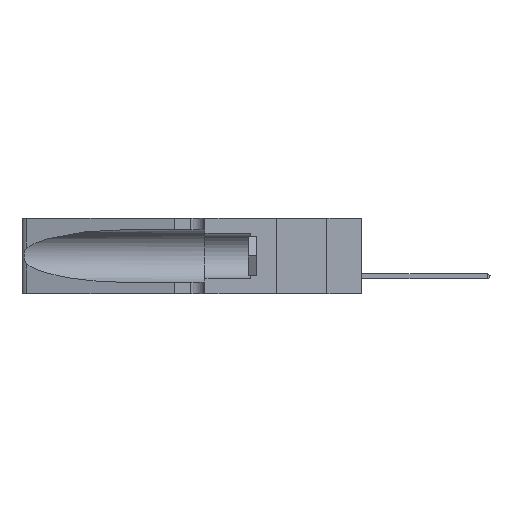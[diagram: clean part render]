
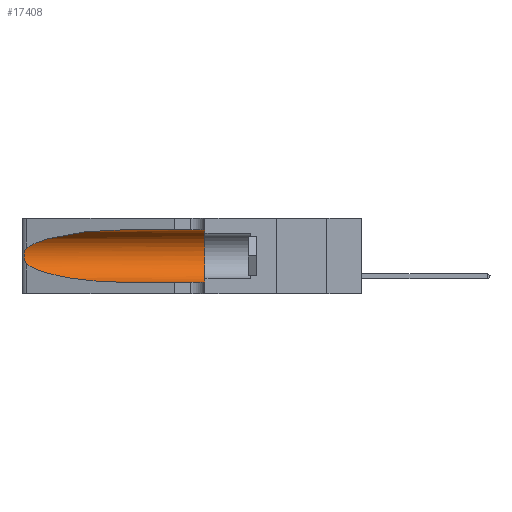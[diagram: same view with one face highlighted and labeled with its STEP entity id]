
A CAD part, left-side view. The second image highlights one B-rep face of the part: STEP entity #17408.
In plain terms, the highlighted cylindrical face has radius 3.308 mm (diameter 6.617 mm), a partial arc.
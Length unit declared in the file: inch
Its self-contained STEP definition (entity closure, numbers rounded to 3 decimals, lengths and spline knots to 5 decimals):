
#407 = CARTESIAN_POINT ( 'NONE',  ( 0.25487, 1.22718, 0.22369 ) ) ;
#1192 = CARTESIAN_POINT ( 'NONE',  ( 0.1305, 0.72297, 0.05475 ) ) ;
#1711 = CARTESIAN_POINT ( 'NONE',  ( 0.18966, 0.96281, 0.31525 ) ) ;
#1728 = LINE ( 'NONE', #17091, #27923 ) ;
#3079 = CARTESIAN_POINT ( 'NONE',  ( 0.25854, 1.2359, 0.20912 ) ) ;
#3210 = CARTESIAN_POINT ( 'NONE',  ( 0.26017, 1.23833, 0.17102 ) ) ;
#4150 = DIRECTION ( 'NONE',  ( 0., 1., 0. ) ) ;
#4181 = VERTEX_POINT ( 'NONE', #31343 ) ;
#4543 = ORIENTED_EDGE ( 'NONE', *, *, #21167, .F. ) ;
#5137 = CIRCLE ( 'NONE', #36228, 0.13025 ) ;
#5233 = EDGE_LOOP ( 'NONE', ( #20186, #8058, #9955, #33127, #12010, #4543 ) ) ;
#5362 = DIRECTION ( 'NONE',  ( 0., -1., 0. ) ) ;
#5377 = EDGE_CURVE ( 'NONE', #23402, #14857, #31416, .T. ) ;
#6255 = CARTESIAN_POINT ( 'NONE',  ( 0.25856, 1.23593, 0.16098 ) ) ;
#7150 = FACE_OUTER_BOUND ( 'NONE', #5233, .T. ) ;
#7469 = DIRECTION ( 'NONE',  ( 0., 0., 1. ) ) ;
#7690 = CARTESIAN_POINT ( 'NONE',  ( 0.2373, 1.15595, 0.28018 ) ) ;
#7824 = CARTESIAN_POINT ( 'NONE',  ( 0.1305, 0.72297, 0.31525 ) ) ;
#8058 = ORIENTED_EDGE ( 'NONE', *, *, #5377, .T. ) ;
#9217 = CARTESIAN_POINT ( 'NONE',  ( 0.26018, 1.23835, 0.19895 ) ) ;
#9955 = ORIENTED_EDGE ( 'NONE', *, *, #16295, .T. ) ;
#10154 =( BOUNDED_CURVE ( )  B_SPLINE_CURVE ( 3, ( #7824, #1711, #7690, #38201 ),
 .UNSPECIFIED., .F., .F. ) 
 B_SPLINE_CURVE_WITH_KNOTS ( ( 4, 4 ),
 ( 1.5708, 2.84003 ),
 .UNSPECIFIED. ) 
 CURVE ( )  GEOMETRIC_REPRESENTATION_ITEM ( )  RATIONAL_B_SPLINE_CURVE ( ( 1., 0.87, 0.87, 1. ) ) 
 REPRESENTATION_ITEM ( '' )  );
#11392 =( BOUNDED_CURVE ( )  B_SPLINE_CURVE ( 3, ( #25959, #19848, #38365, #32248 ),
 .UNSPECIFIED., .F., .T. ) 
 B_SPLINE_CURVE_WITH_KNOTS ( ( 4, 4 ),
 ( 3.44316, 4.71239 ),
 .UNSPECIFIED. ) 
 CURVE ( )  GEOMETRIC_REPRESENTATION_ITEM ( )  RATIONAL_B_SPLINE_CURVE ( ( 1., 0.87, 0.87, 1. ) ) 
 REPRESENTATION_ITEM ( '' )  );
#11475 = EDGE_CURVE ( 'NONE', #37014, #32070, #5137, .T. ) ;
#12010 = ORIENTED_EDGE ( 'NONE', *, *, #11475, .F. ) ;
#12533 = CARTESIAN_POINT ( 'NONE',  ( 0.25639, 1.23186, 0.15144 ) ) ;
#13332 = CARTESIAN_POINT ( 'NONE',  ( 0.1305, 0.35, 0.05475 ) ) ;
#13664 = AXIS2_PLACEMENT_3D ( 'NONE', #34485, #16379, #19545 ) ;
#14857 = VERTEX_POINT ( 'NONE', #18365 ) ;
#16295 = EDGE_CURVE ( 'NONE', #14857, #24991, #11392, .T. ) ;
#16379 = DIRECTION ( 'NONE',  ( 0., -1., 0. ) ) ;
#17091 = CARTESIAN_POINT ( 'NONE',  ( 0.1305, 1.61858, 0.31525 ) ) ;
#17297 = CARTESIAN_POINT ( 'NONE',  ( 0.25487, 1.22718, 0.22369 ) ) ;
#17408 = ADVANCED_FACE ( 'NONE', ( #7150 ), #31476, .F. ) ;
#17519 = EDGE_CURVE ( 'NONE', #4181, #23402, #10154, .T. ) ;
#18365 = CARTESIAN_POINT ( 'NONE',  ( 0.25487, 1.22718, 0.14631 ) ) ;
#18531 = CARTESIAN_POINT ( 'NONE',  ( 0.25487, 1.22718, 0.14631 ) ) ;
#19545 = DIRECTION ( 'NONE',  ( 0., 0., -1. ) ) ;
#19848 = CARTESIAN_POINT ( 'NONE',  ( 0.2373, 1.15595, 0.08982 ) ) ;
#20186 = ORIENTED_EDGE ( 'NONE', *, *, #17519, .T. ) ;
#21157 = CARTESIAN_POINT ( 'NONE',  ( 0.25639, 1.23184, 0.21858 ) ) ;
#21167 = EDGE_CURVE ( 'NONE', #4181, #37014, #1728, .T. ) ;
#21424 = CARTESIAN_POINT ( 'NONE',  ( 0.26075, 1.23896, 0.178 ) ) ;
#21810 = CARTESIAN_POINT ( 'NONE',  ( 0.1305, 0.35, 0.31525 ) ) ;
#22652 = CARTESIAN_POINT ( 'NONE',  ( 0.1305, 0.35, 0.185 ) ) ;
#23402 = VERTEX_POINT ( 'NONE', #17297 ) ;
#24499 = CARTESIAN_POINT ( 'NONE',  ( 0.26075, 1.23896, 0.19203 ) ) ;
#24991 = VERTEX_POINT ( 'NONE', #1192 ) ;
#25959 = CARTESIAN_POINT ( 'NONE',  ( 0.25487, 1.22718, 0.14631 ) ) ;
#27166 = EDGE_CURVE ( 'NONE', #24991, #32070, #31415, .T. ) ;
#27540 = CARTESIAN_POINT ( 'NONE',  ( 0.25789, 1.23486, 0.15765 ) ) ;
#27923 = VECTOR ( 'NONE', #38256, 39.37008 ) ;
#28517 = VECTOR ( 'NONE', #5362, 39.37008 ) ;
#30753 = CARTESIAN_POINT ( 'NONE',  ( 0.25787, 1.23484, 0.2124 ) ) ;
#31343 = CARTESIAN_POINT ( 'NONE',  ( 0.1305, 0.72297, 0.31525 ) ) ;
#31415 = LINE ( 'NONE', #32278, #28517 ) ;
#31416 = B_SPLINE_CURVE_WITH_KNOTS ( 'NONE', 3,
 ( #407, #33456, #21157, #30753, #3079, #9217, #24499, #21424, #3210, #6255, #27540, #12533, #36776, #18531 ),
 .UNSPECIFIED., .F., .F.,
 ( 4, 2, 2, 2, 2, 2, 4 ),
 ( 0., 0.00027, 0.00053, 0.00107, 0.0016, 0.00187, 0.00214 ),
 .UNSPECIFIED. ) ;
#31476 = CYLINDRICAL_SURFACE ( 'NONE', #13664, 0.13025 ) ;
#32070 = VERTEX_POINT ( 'NONE', #13332 ) ;
#32248 = CARTESIAN_POINT ( 'NONE',  ( 0.1305, 0.72297, 0.05475 ) ) ;
#32278 = CARTESIAN_POINT ( 'NONE',  ( 0.1305, 1.61858, 0.05475 ) ) ;
#33127 = ORIENTED_EDGE ( 'NONE', *, *, #27166, .T. ) ;
#33456 = CARTESIAN_POINT ( 'NONE',  ( 0.25555, 1.22994, 0.2215 ) ) ;
#34485 = CARTESIAN_POINT ( 'NONE',  ( 0.1305, 1.61858, 0.185 ) ) ;
#36228 = AXIS2_PLACEMENT_3D ( 'NONE', #22652, #4150, #7469 ) ;
#36776 = CARTESIAN_POINT ( 'NONE',  ( 0.25555, 1.22993, 0.14849 ) ) ;
#37014 = VERTEX_POINT ( 'NONE', #21810 ) ;
#38201 = CARTESIAN_POINT ( 'NONE',  ( 0.25487, 1.22718, 0.22369 ) ) ;
#38256 = DIRECTION ( 'NONE',  ( 0., -1., 0. ) ) ;
#38365 = CARTESIAN_POINT ( 'NONE',  ( 0.18966, 0.96281, 0.05475 ) ) ;
